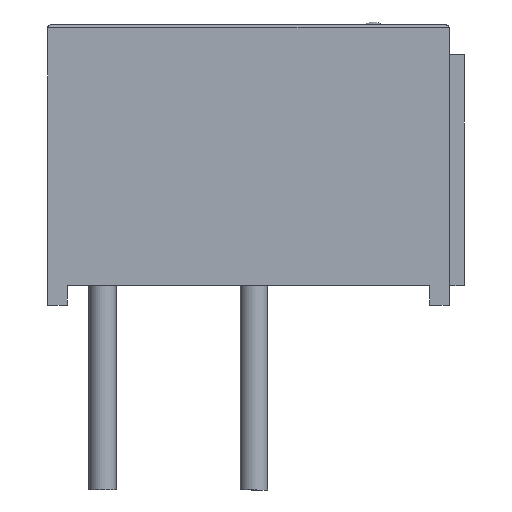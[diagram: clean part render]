
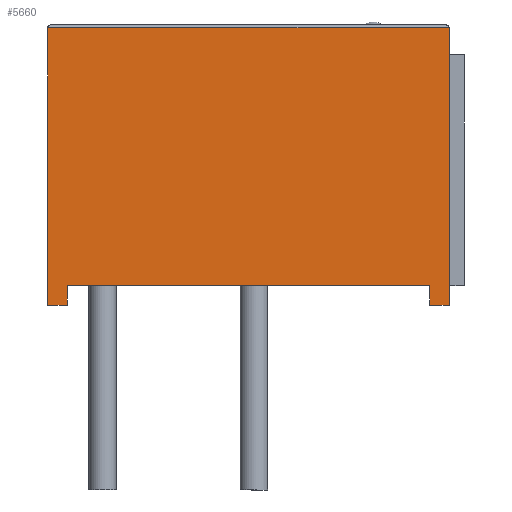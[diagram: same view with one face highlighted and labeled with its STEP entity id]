
A CAD part, left-side view. The second image highlights one B-rep face of the part: STEP entity #5660.
In plain terms, the highlighted planar face has unit normal (-1, 0, 0).
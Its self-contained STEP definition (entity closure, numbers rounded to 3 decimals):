
#163=PLANE('',#6029);
#725=LINE('',#9698,#1228);
#753=LINE('',#9754,#1256);
#763=LINE('',#9767,#1266);
#773=LINE('',#9786,#1276);
#777=LINE('',#9794,#1280);
#778=LINE('',#9796,#1281);
#779=LINE('',#9798,#1282);
#780=LINE('',#9799,#1283);
#1228=VECTOR('',#6658,1000.);
#1256=VECTOR('',#6702,1000.);
#1266=VECTOR('',#6714,1000.);
#1276=VECTOR('',#6726,1000.);
#1280=VECTOR('',#6734,1000.);
#1281=VECTOR('',#6735,1000.);
#1282=VECTOR('',#6736,1000.);
#1283=VECTOR('',#6737,1000.);
#1702=FACE_OUTER_BOUND('',#2031,.T.);
#2031=EDGE_LOOP('',(#4331,#4332,#4333,#4334,#4335,#4336,#4337,#4338));
#2724=VERTEX_POINT('',#9696);
#2725=VERTEX_POINT('',#9697);
#2745=VERTEX_POINT('',#9752);
#2746=VERTEX_POINT('',#9765);
#2747=VERTEX_POINT('',#9766);
#2755=VERTEX_POINT('',#9784);
#2758=VERTEX_POINT('',#9795);
#2759=VERTEX_POINT('',#9797);
#3315=EDGE_CURVE('',#2724,#2725,#725,.T.);
#3343=EDGE_CURVE('',#2745,#2725,#753,.T.);
#3353=EDGE_CURVE('',#2746,#2747,#763,.T.);
#3363=EDGE_CURVE('',#2747,#2755,#773,.T.);
#3367=EDGE_CURVE('',#2745,#2746,#777,.T.);
#3368=EDGE_CURVE('',#2755,#2758,#778,.T.);
#3369=EDGE_CURVE('',#2758,#2759,#779,.T.);
#3370=EDGE_CURVE('',#2759,#2724,#780,.T.);
#4331=ORIENTED_EDGE('',*,*,#3343,.F.);
#4332=ORIENTED_EDGE('',*,*,#3367,.T.);
#4333=ORIENTED_EDGE('',*,*,#3353,.T.);
#4334=ORIENTED_EDGE('',*,*,#3363,.T.);
#4335=ORIENTED_EDGE('',*,*,#3368,.T.);
#4336=ORIENTED_EDGE('',*,*,#3369,.T.);
#4337=ORIENTED_EDGE('',*,*,#3370,.T.);
#4338=ORIENTED_EDGE('',*,*,#3315,.T.);
#5660=ADVANCED_FACE('',(#1702),#163,.F.);
#6029=AXIS2_PLACEMENT_3D('',#9793,#6732,#6733);
#6658=DIRECTION('',(0.,-1.,0.));
#6702=DIRECTION('',(0.,0.,-1.));
#6714=DIRECTION('',(0.,0.,-1.));
#6726=DIRECTION('',(0.,-1.,0.));
#6732=DIRECTION('center_axis',(1.,0.,0.));
#6733=DIRECTION('ref_axis',(0.,1.,0.));
#6734=DIRECTION('',(0.,1.,0.));
#6735=DIRECTION('',(0.,0.,1.));
#6736=DIRECTION('',(0.,-1.,0.));
#6737=DIRECTION('',(0.,0.,-1.));
#9696=CARTESIAN_POINT('',(-0.79,-2.946,0.));
#9697=CARTESIAN_POINT('',(-0.79,-3.276,0.));
#9698=CARTESIAN_POINT('',(-0.79,3.46,0.));
#9752=CARTESIAN_POINT('',(-0.79,-3.276,4.65));
#9754=CARTESIAN_POINT('',(-0.79,-3.276,4.7));
#9765=CARTESIAN_POINT('',(-0.79,3.46,4.65));
#9766=CARTESIAN_POINT('',(-0.79,3.46,0.));
#9767=CARTESIAN_POINT('',(-0.79,3.46,4.7));
#9784=CARTESIAN_POINT('',(-0.79,3.13,0.));
#9786=CARTESIAN_POINT('',(-0.79,3.46,0.));
#9793=CARTESIAN_POINT('Origin',(-0.79,3.46,4.7));
#9794=CARTESIAN_POINT('',(-0.79,3.46,4.65));
#9795=CARTESIAN_POINT('',(-0.79,3.13,0.33));
#9796=CARTESIAN_POINT('',(-0.79,3.13,0.));
#9797=CARTESIAN_POINT('',(-0.79,-2.946,0.33));
#9798=CARTESIAN_POINT('',(-0.79,-2.946,0.33));
#9799=CARTESIAN_POINT('',(-0.79,-2.946,0.));
